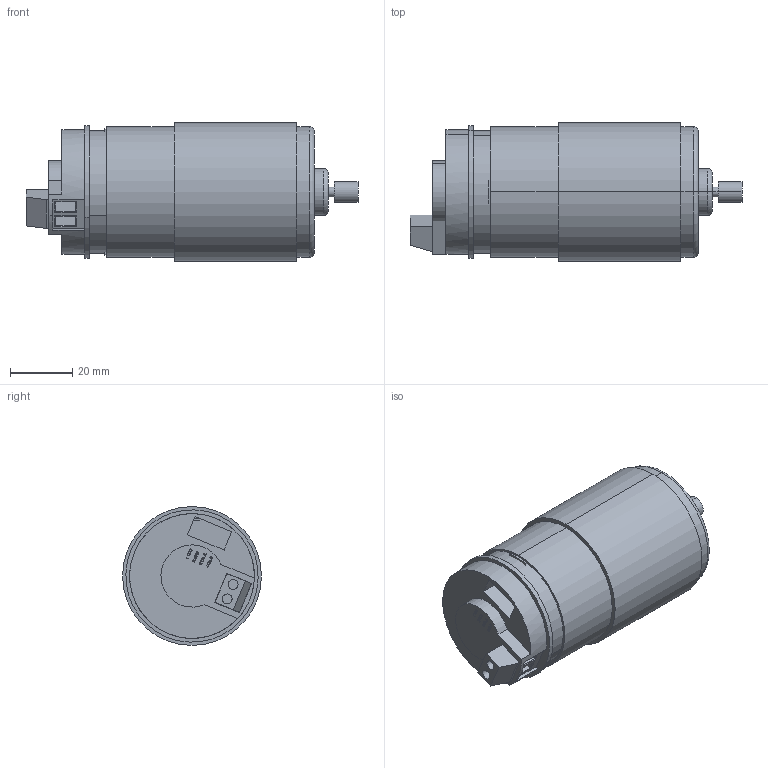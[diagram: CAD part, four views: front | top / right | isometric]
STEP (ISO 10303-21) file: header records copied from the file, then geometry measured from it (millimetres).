
FILE_DESCRIPTION (( 'STEP AP214' ), '1' );
FILE_NAME ('am-3109 RS775-125 Motor, with Encoder, for PG27 Gearbox.STEP', '2017-05-12T19:20:25', ( '' ), ( '' ), 'SwSTEP 2.0', 'SolidWorks 2017', '' );
FILE_SCHEMA (( 'AUTOMOTIVE_DESIGN' ));
Length unit declared in the file: millimetre
Products named in the file (3): Hall Effect Encoder for PG Gearboxes; RS775 with Backshaft; am-3109 RS775-125 Motor, with Encoder, for PG27 Gearbox
Assembly tree (2 placements, depth 2):
  am-3109 RS775-125 Motor, with Encoder, for PG27 Gearbox
    RS775 with Backshaft
    Hall Effect Encoder for PG Gearboxes
Bounding box: 106.44 x 44.5 x 44.5 mm (x, y, z)
Volume: 60541.8 mm3; surface area: 33397.1 mm2
Topology: 2 solids, 2 shells, 411 faces, 1053 edges, 690 vertices
Faces by surface type: plane 215, bspline 101, cylinder 73, torus 18, cone 4
Entity records: 20946 total; most frequent: CARTESIAN_POINT 8428, ORIENTED_EDGE 2106, DIRECTION 1677, EDGE_CURVE 1053, VERTEX_POINT 690, LINE 655, VECTOR 655, AXIS2_PLACEMENT_3D 511
